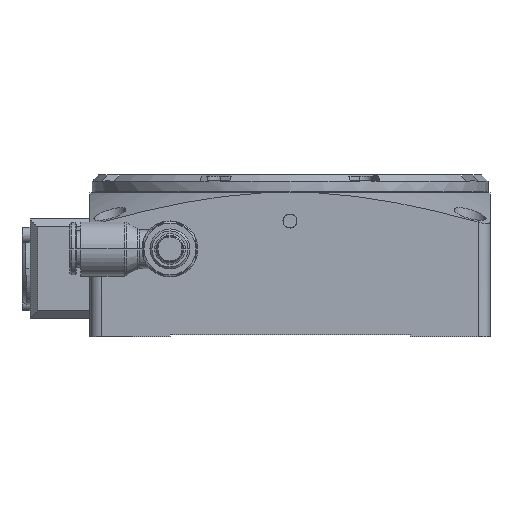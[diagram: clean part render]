
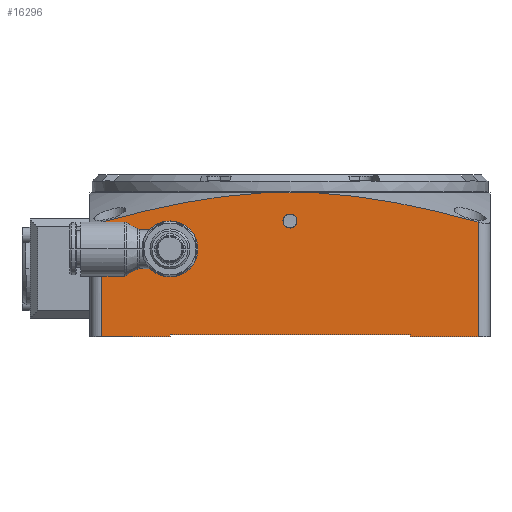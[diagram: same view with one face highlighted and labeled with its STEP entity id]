
A CAD part, left-side view. The second image highlights one B-rep face of the part: STEP entity #16296.
In plain terms, the highlighted planar face has unit normal (-1, 0, 0).
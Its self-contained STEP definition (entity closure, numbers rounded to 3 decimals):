
#1776=DIRECTION('',(0.,-1.,0.));
#1777=VECTOR('',#1776,17.);
#1778=CARTESIAN_POINT('',(-50.,47.,0.));
#1779=LINE('',#1778,#1777);
#1819=DIRECTION('',(0.,-1.,0.));
#1820=VECTOR('',#1819,17.);
#1821=CARTESIAN_POINT('',(-50.,-30.,0.));
#1822=LINE('',#1821,#1820);
#2005=CARTESIAN_POINT('',(-50.,47.,28.751));
#2253=DIRECTION('',(0.,-1.,0.));
#2254=VECTOR('',#2253,14.177);
#2255=CARTESIAN_POINT('',(-50.,7.089,36.));
#2256=LINE('',#2255,#2254);
#5119=DIRECTION('',(0.,0.,-1.));
#5120=VECTOR('',#5119,28.751);
#5121=CARTESIAN_POINT('',(-50.,47.,28.751));
#5122=LINE('',#5121,#5120);
#5123=CARTESIAN_POINT('',(-50.,7.089,36.));
#5124=CARTESIAN_POINT('',(-50.,8.71,35.909));
#5125=CARTESIAN_POINT('',(-50.,11.94,35.666));
#5126=CARTESIAN_POINT('',(-50.,16.737,35.135));
#5127=CARTESIAN_POINT('',(-50.,21.506,34.452));
#5128=CARTESIAN_POINT('',(-50.,26.285,33.626));
#5129=CARTESIAN_POINT('',(-50.,31.132,32.66));
#5130=CARTESIAN_POINT('',(-50.,36.124,31.545));
#5131=CARTESIAN_POINT('',(-50.,41.331,30.269));
#5132=CARTESIAN_POINT('',(-50.,45.072,29.279));
#5133=CARTESIAN_POINT('',(-50.,47.,28.751));
#5135=CARTESIAN_POINT('',(-50.,-47.,28.751));
#5136=CARTESIAN_POINT('',(-50.,-45.054,29.284));
#5137=CARTESIAN_POINT('',(-50.,-41.282,30.282));
#5138=CARTESIAN_POINT('',(-50.,-36.058,31.56));
#5139=CARTESIAN_POINT('',(-50.,-31.055,32.676));
#5140=CARTESIAN_POINT('',(-50.,-26.208,33.64));
#5141=CARTESIAN_POINT('',(-50.,-21.437,34.463));
#5142=CARTESIAN_POINT('',(-50.,-16.685,35.142));
#5143=CARTESIAN_POINT('',(-50.,-11.911,35.669));
#5144=CARTESIAN_POINT('',(-50.,-8.7,35.91));
#5145=CARTESIAN_POINT('',(-50.,-7.089,36.));
#5147=DIRECTION('',(0.,0.,-1.));
#5148=VECTOR('',#5147,28.751);
#5149=CARTESIAN_POINT('',(-50.,-47.,28.751));
#5150=LINE('',#5149,#5148);
#5151=DIRECTION('',(0.,0.,1.));
#5152=VECTOR('',#5151,0.5);
#5153=CARTESIAN_POINT('',(-50.,-30.,0.));
#5154=LINE('',#5153,#5152);
#5155=DIRECTION('',(0.,-1.,0.));
#5156=VECTOR('',#5155,60.);
#5157=CARTESIAN_POINT('',(-50.,30.,0.5));
#5158=LINE('',#5157,#5156);
#5159=DIRECTION('',(0.,0.,1.));
#5160=VECTOR('',#5159,0.5);
#5161=CARTESIAN_POINT('',(-50.,30.,0.));
#5162=LINE('',#5161,#5160);
#5163=CARTESIAN_POINT('',(-50.,0.,29.));
#5164=DIRECTION('',(-1.,0.,0.));
#5165=DIRECTION('',(0.,1.,0.));
#5166=AXIS2_PLACEMENT_3D('',#5163,#5164,#5165);
#5168=CARTESIAN_POINT('',(-50.,0.,29.));
#5169=DIRECTION('',(-1.,0.,0.));
#5170=DIRECTION('',(0.,-1.,0.));
#5171=AXIS2_PLACEMENT_3D('',#5168,#5169,#5170);
#5173=CARTESIAN_POINT('',(-50.,30.,22.));
#5174=DIRECTION('',(-1.,0.,0.));
#5175=DIRECTION('',(0.,1.,0.));
#5176=AXIS2_PLACEMENT_3D('',#5173,#5174,#5175);
#5178=CARTESIAN_POINT('',(-50.,30.,22.));
#5179=DIRECTION('',(-1.,0.,0.));
#5180=DIRECTION('',(0.,-1.,0.));
#5181=AXIS2_PLACEMENT_3D('',#5178,#5179,#5180);
#8424=CARTESIAN_POINT('',(-50.,30.,0.5));
#8425=CARTESIAN_POINT('',(-50.,-30.,0.5));
#8426=VERTEX_POINT('',#8424);
#8427=VERTEX_POINT('',#8425);
#8428=CARTESIAN_POINT('',(-50.,-30.,0.));
#8429=VERTEX_POINT('',#8428);
#8430=CARTESIAN_POINT('',(-50.,30.,0.));
#8431=VERTEX_POINT('',#8430);
#8465=CARTESIAN_POINT('',(-50.,-7.089,36.));
#8467=VERTEX_POINT('',#8465);
#8481=CARTESIAN_POINT('',(-50.,7.089,36.));
#8483=VERTEX_POINT('',#8481);
#8488=CARTESIAN_POINT('',(-50.,47.,0.));
#8490=VERTEX_POINT('',#8488);
#8494=VERTEX_POINT('',#2005);
#8496=CARTESIAN_POINT('',(-50.,-47.,0.));
#8498=VERTEX_POINT('',#8496);
#8499=CARTESIAN_POINT('',(-50.,-47.,28.751));
#8500=VERTEX_POINT('',#8499);
#8537=CARTESIAN_POINT('',(-50.,1.75,29.));
#8538=CARTESIAN_POINT('',(-50.,-1.75,29.));
#8539=VERTEX_POINT('',#8537);
#8540=VERTEX_POINT('',#8538);
#9113=CARTESIAN_POINT('',(-50.,35.769,22.));
#9114=CARTESIAN_POINT('',(-50.,24.231,22.));
#9115=VERTEX_POINT('',#9113);
#9116=VERTEX_POINT('',#9114);
#16265=CARTESIAN_POINT('',(-50.,50.,0.));
#16266=DIRECTION('',(-1.,0.,0.));
#16267=DIRECTION('',(0.,-1.,0.));
#16268=AXIS2_PLACEMENT_3D('',#16265,#16266,#16267);
#16269=PLANE('',#16268);
#16270=ORIENTED_EDGE('',*,*,#12039,.F.);
#16271=ORIENTED_EDGE('',*,*,#12237,.F.);
#16272=ORIENTED_EDGE('',*,*,#12548,.T.);
#16273=ORIENTED_EDGE('',*,*,#12295,.F.);
#16275=ORIENTED_EDGE('',*,*,#16274,.T.);
#16276=ORIENTED_EDGE('',*,*,#12089,.F.);
#16278=ORIENTED_EDGE('',*,*,#16277,.T.);
#16279=ORIENTED_EDGE('',*,*,#12689,.F.);
#16280=ORIENTED_EDGE('',*,*,#16259,.F.);
#16281=ORIENTED_EDGE('',*,*,#12050,.F.);
#16282=EDGE_LOOP('',(#16270,#16271,#16272,#16273,#16275,#16276,#16278,#16279,
#16280,#16281));
#16283=FACE_OUTER_BOUND('',#16282,.F.);
#16285=ORIENTED_EDGE('',*,*,#16284,.T.);
#16287=ORIENTED_EDGE('',*,*,#16286,.T.);
#16288=EDGE_LOOP('',(#16285,#16287));
#16289=FACE_BOUND('',#16288,.F.);
#16291=ORIENTED_EDGE('',*,*,#16290,.T.);
#16293=ORIENTED_EDGE('',*,*,#16292,.T.);
#16294=EDGE_LOOP('',(#16291,#16293));
#16295=FACE_BOUND('',#16294,.F.);
#5134=B_SPLINE_CURVE_WITH_KNOTS('',3,(#5123,#5124,#5125,#5126,#5127,#5128,#5129,
#5130,#5131,#5132,#5133),.UNSPECIFIED.,.F.,.F.,(4,1,1,1,1,1,1,1,4),(0.,
0.125,0.25,0.375,0.5,0.625,0.75,0.875,1.),.UNSPECIFIED.);
#5146=B_SPLINE_CURVE_WITH_KNOTS('',3,(#5135,#5136,#5137,#5138,#5139,#5140,#5141,
#5142,#5143,#5144,#5145),.UNSPECIFIED.,.F.,.F.,(4,1,1,1,1,1,1,1,4),(0.,
0.125,0.25,0.375,0.5,0.625,0.75,0.875,1.),.UNSPECIFIED.);
#5167=CIRCLE('',#5166,1.75);
#5172=CIRCLE('',#5171,1.75);
#5177=CIRCLE('',#5176,5.769);
#5182=CIRCLE('',#5181,5.769);
#12039=EDGE_CURVE('',#8494,#8490,#5122,.T.);
#12050=EDGE_CURVE('',#8490,#8431,#1779,.T.);
#12089=EDGE_CURVE('',#8429,#8498,#1822,.T.);
#12237=EDGE_CURVE('',#8483,#8494,#5134,.T.);
#12295=EDGE_CURVE('',#8500,#8467,#5146,.T.);
#12548=EDGE_CURVE('',#8483,#8467,#2256,.T.);
#12689=EDGE_CURVE('',#8426,#8427,#5158,.T.);
#16259=EDGE_CURVE('',#8431,#8426,#5162,.T.);
#16274=EDGE_CURVE('',#8500,#8498,#5150,.T.);
#16277=EDGE_CURVE('',#8429,#8427,#5154,.T.);
#16284=EDGE_CURVE('',#8539,#8540,#5167,.T.);
#16286=EDGE_CURVE('',#8540,#8539,#5172,.T.);
#16290=EDGE_CURVE('',#9115,#9116,#5177,.T.);
#16292=EDGE_CURVE('',#9116,#9115,#5182,.T.);
#16296=ADVANCED_FACE('',(#16283,#16289,#16295),#16269,.T.);
